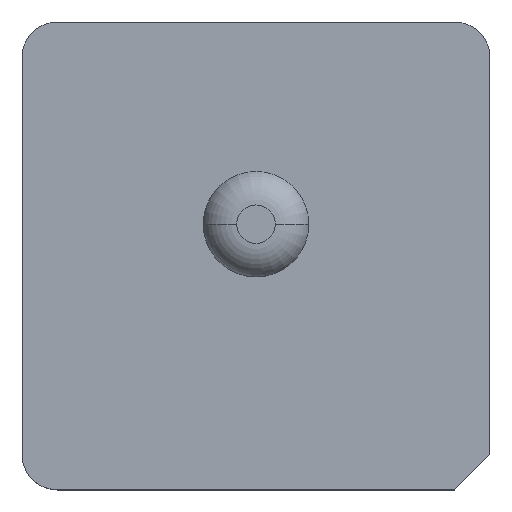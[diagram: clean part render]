
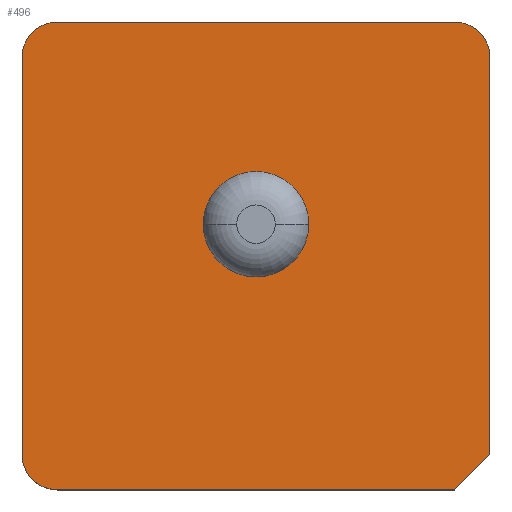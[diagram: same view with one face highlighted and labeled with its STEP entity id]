
A CAD part, top view. The second image highlights one B-rep face of the part: STEP entity #496.
In plain terms, the highlighted planar face has unit normal (0, 0, 1).
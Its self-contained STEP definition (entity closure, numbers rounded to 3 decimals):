
#2 = LINE ( 'NONE', #169, #535 ) ;
#6 = DIRECTION ( 'NONE',  ( 0., -1., 0. ) ) ;
#9 = CARTESIAN_POINT ( 'NONE',  ( -6.65, -6.65, 4. ) ) ;
#15 = CARTESIAN_POINT ( 'NONE',  ( 0., 0.9, 4. ) ) ;
#17 = CARTESIAN_POINT ( 'NONE',  ( 6.65, -6.65, 4. ) ) ;
#27 = CARTESIAN_POINT ( 'NONE',  ( 6.65, -5.65, 4. ) ) ;
#31 = ORIENTED_EDGE ( 'NONE', *, *, #284, .T. ) ;
#32 = EDGE_CURVE ( 'NONE', #84, #253, #260, .T. ) ;
#42 = ORIENTED_EDGE ( 'NONE', *, *, #150, .T. ) ;
#44 = AXIS2_PLACEMENT_3D ( 'NONE', #177, #88, #85 ) ;
#50 = EDGE_CURVE ( 'NONE', #176, #450, #305, .T. ) ;
#51 = ORIENTED_EDGE ( 'NONE', *, *, #32, .F. ) ;
#52 = FACE_OUTER_BOUND ( 'NONE', #427, .T. ) ;
#55 = DIRECTION ( 'NONE',  ( -1., 0., 0. ) ) ;
#63 = CARTESIAN_POINT ( 'NONE',  ( 6.65, -5.65, 4. ) ) ;
#71 = DIRECTION ( 'NONE',  ( 0., 0., 1. ) ) ;
#76 = CARTESIAN_POINT ( 'NONE',  ( -5.65, 6.65, 4. ) ) ;
#80 = DIRECTION ( 'NONE',  ( 0., 0., 1. ) ) ;
#82 = EDGE_CURVE ( 'NONE', #253, #84, #251, .T. ) ;
#84 = VERTEX_POINT ( 'NONE', #482 ) ;
#85 = DIRECTION ( 'NONE',  ( -1., 0., 0. ) ) ;
#88 = DIRECTION ( 'NONE',  ( 0., 0., 1. ) ) ;
#98 = DIRECTION ( 'NONE',  ( 1., 0., 0. ) ) ;
#111 = AXIS2_PLACEMENT_3D ( 'NONE', #114, #241, #286 ) ;
#113 = ORIENTED_EDGE ( 'NONE', *, *, #405, .T. ) ;
#114 = CARTESIAN_POINT ( 'NONE',  ( -5.65, -5.65, 4. ) ) ;
#125 = CARTESIAN_POINT ( 'NONE',  ( 5.65, -6.65, 4. ) ) ;
#129 = ORIENTED_EDGE ( 'NONE', *, *, #50, .T. ) ;
#133 = PLANE ( 'NONE',  #470 ) ;
#137 = VECTOR ( 'NONE', #525, 1000. ) ;
#141 = EDGE_CURVE ( 'NONE', #315, #529, #358, .T. ) ;
#144 = DIRECTION ( 'NONE',  ( 0., 0., 1. ) ) ;
#150 = EDGE_CURVE ( 'NONE', #455, #315, #398, .T. ) ;
#154 = AXIS2_PLACEMENT_3D ( 'NONE', #193, #71, #437 ) ;
#166 = ORIENTED_EDGE ( 'NONE', *, *, #141, .T. ) ;
#169 = CARTESIAN_POINT ( 'NONE',  ( -6.65, -6.65, 4. ) ) ;
#176 = VERTEX_POINT ( 'NONE', #220 ) ;
#177 = CARTESIAN_POINT ( 'NONE',  ( 5.65, 5.65, 4. ) ) ;
#180 = AXIS2_PLACEMENT_3D ( 'NONE', #15, #144, #98 ) ;
#182 = CARTESIAN_POINT ( 'NONE',  ( -6.65, 5.65, 4. ) ) ;
#193 = CARTESIAN_POINT ( 'NONE',  ( -5.65, 5.65, 4. ) ) ;
#195 = CARTESIAN_POINT ( 'NONE',  ( 1.5, 0.9, 4. ) ) ;
#199 = DIRECTION ( 'NONE',  ( 1., 0., 0. ) ) ;
#207 = CARTESIAN_POINT ( 'NONE',  ( 0., 0.9, 4. ) ) ;
#210 = DIRECTION ( 'NONE',  ( 1., 0., 0. ) ) ;
#212 = DIRECTION ( 'NONE',  ( 0., 0., -1. ) ) ;
#213 = VERTEX_POINT ( 'NONE', #63 ) ;
#214 = VECTOR ( 'NONE', #363, 1000. ) ;
#220 = CARTESIAN_POINT ( 'NONE',  ( -6.65, -5.65, 4. ) ) ;
#231 = AXIS2_PLACEMENT_3D ( 'NONE', #207, #80, #199 ) ;
#241 = DIRECTION ( 'NONE',  ( 0., 0., 1. ) ) ;
#251 = CIRCLE ( 'NONE', #180, 1.5 ) ;
#253 = VERTEX_POINT ( 'NONE', #195 ) ;
#257 = EDGE_CURVE ( 'NONE', #213, #418, #406, .T. ) ;
#259 = CARTESIAN_POINT ( 'NONE',  ( 5.65, 6.65, 4. ) ) ;
#260 = CIRCLE ( 'NONE', #231, 1.5 ) ;
#272 = CARTESIAN_POINT ( 'NONE',  ( -6.65, 6.65, 4. ) ) ;
#280 = CIRCLE ( 'NONE', #44, 1. ) ;
#282 = LINE ( 'NONE', #27, #214 ) ;
#284 = EDGE_CURVE ( 'NONE', #425, #213, #282, .T. ) ;
#286 = DIRECTION ( 'NONE',  ( -1., 0., 0. ) ) ;
#303 = LINE ( 'NONE', #9, #446 ) ;
#305 = CIRCLE ( 'NONE', #111, 1. ) ;
#315 = VERTEX_POINT ( 'NONE', #76 ) ;
#326 = ORIENTED_EDGE ( 'NONE', *, *, #82, .F. ) ;
#327 = ORIENTED_EDGE ( 'NONE', *, *, #257, .T. ) ;
#342 = EDGE_LOOP ( 'NONE', ( #51, #326 ) ) ;
#358 = CIRCLE ( 'NONE', #154, 1. ) ;
#363 = DIRECTION ( 'NONE',  ( 0.707, 0.707, 0. ) ) ;
#381 = CARTESIAN_POINT ( 'NONE',  ( 6.65, 5.65, 4. ) ) ;
#394 = EDGE_CURVE ( 'NONE', #450, #425, #2, .T. ) ;
#398 = LINE ( 'NONE', #272, #413 ) ;
#405 = EDGE_CURVE ( 'NONE', #529, #176, #303, .T. ) ;
#406 = LINE ( 'NONE', #17, #137 ) ;
#413 = VECTOR ( 'NONE', #432, 1000. ) ;
#416 = EDGE_CURVE ( 'NONE', #418, #455, #280, .T. ) ;
#418 = VERTEX_POINT ( 'NONE', #381 ) ;
#424 = CARTESIAN_POINT ( 'NONE',  ( -5.65, -6.65, 4. ) ) ;
#425 = VERTEX_POINT ( 'NONE', #125 ) ;
#426 = FACE_BOUND ( 'NONE', #342, .T. ) ;
#427 = EDGE_LOOP ( 'NONE', ( #327, #480, #42, #166, #113, #129, #503, #31 ) ) ;
#432 = DIRECTION ( 'NONE',  ( -1., 0., 0. ) ) ;
#437 = DIRECTION ( 'NONE',  ( -1., 0., 0. ) ) ;
#446 = VECTOR ( 'NONE', #6, 1000. ) ;
#450 = VERTEX_POINT ( 'NONE', #424 ) ;
#455 = VERTEX_POINT ( 'NONE', #259 ) ;
#467 = CARTESIAN_POINT ( 'NONE',  ( 0., 0., 4. ) ) ;
#470 = AXIS2_PLACEMENT_3D ( 'NONE', #467, #212, #55 ) ;
#480 = ORIENTED_EDGE ( 'NONE', *, *, #416, .T. ) ;
#482 = CARTESIAN_POINT ( 'NONE',  ( -1.5, 0.9, 4. ) ) ;
#496 = ADVANCED_FACE ( 'NONE', ( #426, #52 ), #133, .F. ) ;
#503 = ORIENTED_EDGE ( 'NONE', *, *, #394, .T. ) ;
#525 = DIRECTION ( 'NONE',  ( 0., 1., 0. ) ) ;
#529 = VERTEX_POINT ( 'NONE', #182 ) ;
#535 = VECTOR ( 'NONE', #210, 1000. ) ;
